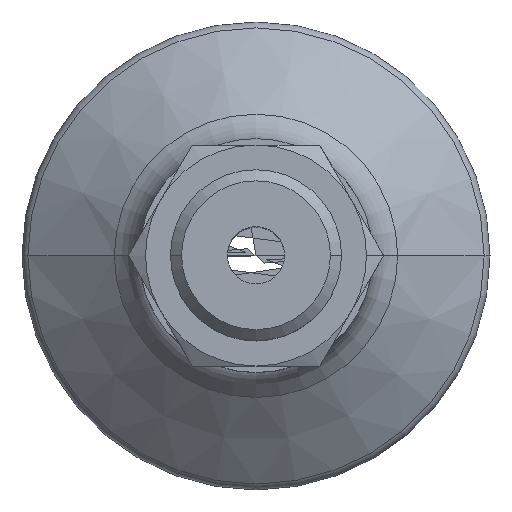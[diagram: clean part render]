
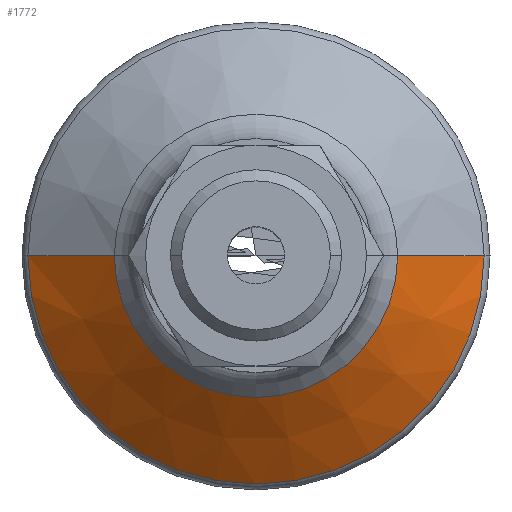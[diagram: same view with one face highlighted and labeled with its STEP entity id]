
A CAD part, top view. The second image highlights one B-rep face of the part: STEP entity #1772.
In plain terms, the highlighted conical face has half-angle 51.622 degrees and reference radius 14.22 mm.
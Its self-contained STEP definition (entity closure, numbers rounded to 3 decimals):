
#2 = DIRECTION ( 'NONE',  ( 0., 0., -1. ) ) ;
#20 = ORIENTED_EDGE ( 'NONE', *, *, #1341, .T. ) ;
#31 = VERTEX_POINT ( 'NONE', #934 ) ;
#149 = CARTESIAN_POINT ( 'NONE',  ( 14.22, 0., 12.88 ) ) ;
#219 = EDGE_LOOP ( 'NONE', ( #1159, #20, #1194, #945 ) ) ;
#308 = CARTESIAN_POINT ( 'NONE',  ( -14.22, 0., 12.88 ) ) ;
#363 = DIRECTION ( 'NONE',  ( 1., 0., 0. ) ) ;
#377 = EDGE_CURVE ( 'NONE', #1460, #31, #1657, .T. ) ;
#500 = VERTEX_POINT ( 'NONE', #1935 ) ;
#582 = AXIS2_PLACEMENT_3D ( 'NONE', #1178, #2, #363 ) ;
#591 = EDGE_CURVE ( 'NONE', #1460, #2112, #1147, .T. ) ;
#662 = CARTESIAN_POINT ( 'NONE',  ( 0., 0., 10.247 ) ) ;
#726 = AXIS2_PLACEMENT_3D ( 'NONE', #727, #1238, #1902 ) ;
#727 = CARTESIAN_POINT ( 'NONE',  ( 0., 0., 12.88 ) ) ;
#932 = VECTOR ( 'NONE', #1268, 1000. ) ;
#934 = CARTESIAN_POINT ( 'NONE',  ( 17.545, 0., 10.247 ) ) ;
#938 = VECTOR ( 'NONE', #983, 1000. ) ;
#945 = ORIENTED_EDGE ( 'NONE', *, *, #377, .F. ) ;
#983 = DIRECTION ( 'NONE',  ( -0.784, 0., -0.621 ) ) ;
#1147 = CIRCLE ( 'NONE', #582, 10.895 ) ;
#1149 = DIRECTION ( 'NONE',  ( 0., 0., -1. ) ) ;
#1159 = ORIENTED_EDGE ( 'NONE', *, *, #591, .T. ) ;
#1178 = CARTESIAN_POINT ( 'NONE',  ( 0., 0., 15.513 ) ) ;
#1194 = ORIENTED_EDGE ( 'NONE', *, *, #1701, .F. ) ;
#1238 = DIRECTION ( 'NONE',  ( 0., 0., -1. ) ) ;
#1268 = DIRECTION ( 'NONE',  ( 0.784, 0., -0.621 ) ) ;
#1341 = EDGE_CURVE ( 'NONE', #2112, #500, #1805, .T. ) ;
#1382 = CARTESIAN_POINT ( 'NONE',  ( 10.895, 0., 15.513 ) ) ;
#1399 = CONICAL_SURFACE ( 'NONE', #726, 14.22, 0.901 ) ;
#1460 = VERTEX_POINT ( 'NONE', #1382 ) ;
#1498 = DIRECTION ( 'NONE',  ( 1., 0., 0. ) ) ;
#1501 = CIRCLE ( 'NONE', #1602, 17.545 ) ;
#1562 = FACE_OUTER_BOUND ( 'NONE', #219, .T. ) ;
#1602 = AXIS2_PLACEMENT_3D ( 'NONE', #662, #1149, #1498 ) ;
#1657 = LINE ( 'NONE', #149, #932 ) ;
#1701 = EDGE_CURVE ( 'NONE', #31, #500, #1501, .T. ) ;
#1772 = ADVANCED_FACE ( 'NONE', ( #1562 ), #1399, .T. ) ;
#1805 = LINE ( 'NONE', #308, #938 ) ;
#1846 = CARTESIAN_POINT ( 'NONE',  ( -10.895, 0., 15.513 ) ) ;
#1902 = DIRECTION ( 'NONE',  ( 1., 0., 0. ) ) ;
#1935 = CARTESIAN_POINT ( 'NONE',  ( -17.545, 0., 10.247 ) ) ;
#2112 = VERTEX_POINT ( 'NONE', #1846 ) ;
